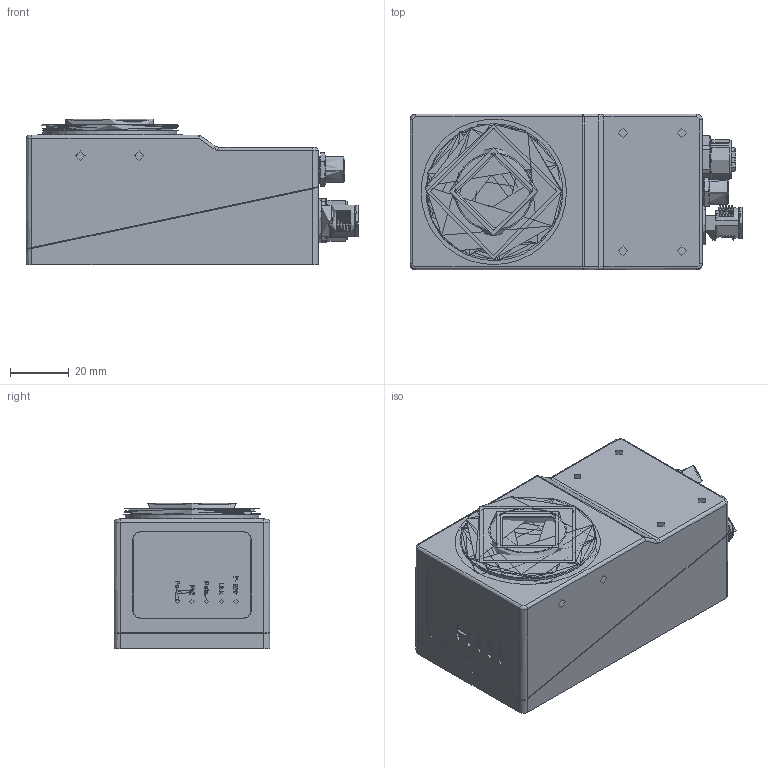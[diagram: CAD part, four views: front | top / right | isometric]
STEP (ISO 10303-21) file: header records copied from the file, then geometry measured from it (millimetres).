
FILE_DESCRIPTION(/* description */ (''),/* implementation_level */ '2;1');
FILE_NAME(/* name */ 'ipf_z3d_OC539H20.stp',/* time_stamp */ '2017-10-13T11:03:47+02:00',/* author */ ('galensa'),/* organization */ (''),/* preprocessor_version */ 'ST-DEVELOPER v15.2',/* originating_system */ 'Autodesk Inventor 2014',/* authorisation */ '');
FILE_SCHEMA (('AUTOMOTIVE_DESIGN { 1 0 10303 214 3 1 1 }'));
Products named in the file (1): ipf_z3d_OC539H20
Bounding box: 113 x 53 x 49.67 mm (x, y, z)
Volume: 226020.3 mm3; surface area: 31517.4 mm2
Topology: 11 solids, 11 shells, 1084 faces, 2841 edges, 1895 vertices
Faces by surface type: plane 651, cylinder 215, bspline 154, torus 27, cone 23, sphere 14
Full cylindrical faces by diameter (mm): 0.63 x12, 1 x13, 1.5 x5, 2 x2, 2.5 x2, 3.242 x12, 3.5 x2, 5.6 x4, 6 x5, 8 x2, 8.25 x1, 8.7 x1, 9.04 x1, 10.7 x1, 11 x3, 12 x1, 14.5 x1, 15.5 x1, 16 x1, 17 x1, 23.8 x1, 24 x1, 24.5 x1, 26.5 x2, 30 x1, 43 x1, 45.5 x1, 49.5 x1
Entity records: 47615 total; most frequent: CARTESIAN_POINT 22923, ORIENTED_EDGE 5246, DIRECTION 4502, EDGE_CURVE 2623, VERTEX_POINT 1804, LINE 1668, VECTOR 1668, AXIS2_PLACEMENT_3D 1417
